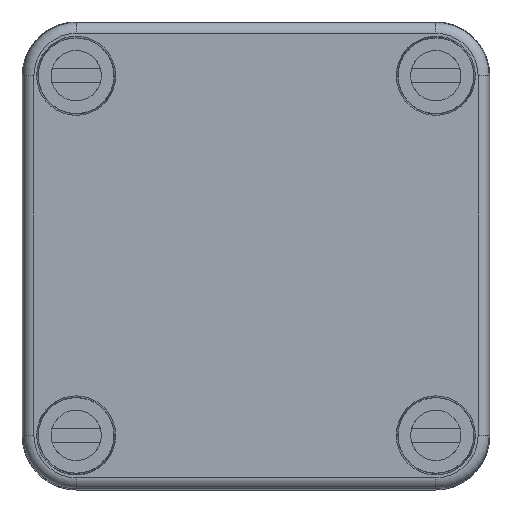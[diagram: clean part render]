
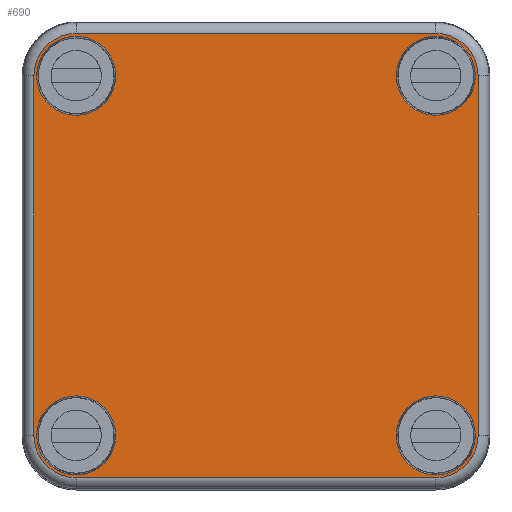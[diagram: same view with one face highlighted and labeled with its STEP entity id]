
A CAD part, top view. The second image highlights one B-rep face of the part: STEP entity #690.
In plain terms, the highlighted planar face has unit normal (0, 0, 1).
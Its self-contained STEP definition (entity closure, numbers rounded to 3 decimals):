
#690 = ADVANCED_FACE( '', ( #1754, #1755, #1756, #1757, #1758 ), #1759, .T. );
#1754 = FACE_BOUND( '', #3301, .T. );
#1755 = FACE_OUTER_BOUND( '', #3302, .T. );
#1756 = FACE_BOUND( '', #3303, .T. );
#1757 = FACE_BOUND( '', #3304, .T. );
#1758 = FACE_BOUND( '', #3305, .T. );
#1759 = PLANE( '', #3306 );
#3301 = EDGE_LOOP( '', ( #5139 ) );
#3302 = EDGE_LOOP( '', ( #5140, #5141, #5142, #5143, #5144, #5145, #5146, #5147 ) );
#3303 = EDGE_LOOP( '', ( #5148 ) );
#3304 = EDGE_LOOP( '', ( #5149 ) );
#3305 = EDGE_LOOP( '', ( #5150 ) );
#3306 = AXIS2_PLACEMENT_3D( '', #5151, #5152, #5153 );
#5139 = ORIENTED_EDGE( '', *, *, #9069, .F. );
#5140 = ORIENTED_EDGE( '', *, *, #9070, .F. );
#5141 = ORIENTED_EDGE( '', *, *, #9071, .T. );
#5142 = ORIENTED_EDGE( '', *, *, #9072, .F. );
#5143 = ORIENTED_EDGE( '', *, *, #9073, .T. );
#5144 = ORIENTED_EDGE( '', *, *, #9074, .T. );
#5145 = ORIENTED_EDGE( '', *, *, #9075, .F. );
#5146 = ORIENTED_EDGE( '', *, *, #9066, .T. );
#5147 = ORIENTED_EDGE( '', *, *, #9076, .F. );
#5148 = ORIENTED_EDGE( '', *, *, #9077, .F. );
#5149 = ORIENTED_EDGE( '', *, *, #9078, .F. );
#5150 = ORIENTED_EDGE( '', *, *, #9079, .F. );
#5151 = CARTESIAN_POINT( '', ( 0., 0., 15. ) );
#5152 = DIRECTION( '', ( 0., 0., 1. ) );
#5153 = DIRECTION( '', ( 1., 0., 0. ) );
#9066 = EDGE_CURVE( '', #10896, #10894, #10897, .T. );
#9069 = EDGE_CURVE( '', #10900, #10900, #10901, .T. );
#9070 = EDGE_CURVE( '', #10902, #10903, #10904, .T. );
#9071 = EDGE_CURVE( '', #10902, #10905, #10906, .T. );
#9072 = EDGE_CURVE( '', #10907, #10905, #10908, .T. );
#9073 = EDGE_CURVE( '', #10907, #10909, #10910, .T. );
#9074 = EDGE_CURVE( '', #10909, #10911, #10912, .T. );
#9075 = EDGE_CURVE( '', #10896, #10911, #10913, .T. );
#9076 = EDGE_CURVE( '', #10903, #10894, #10914, .T. );
#9077 = EDGE_CURVE( '', #10915, #10915, #10916, .T. );
#9078 = EDGE_CURVE( '', #10917, #10917, #10918, .T. );
#9079 = EDGE_CURVE( '', #10919, #10919, #10920, .T. );
#10894 = VERTEX_POINT( '', #13404 );
#10896 = VERTEX_POINT( '', #13406 );
#10897 = LINE( '', #13407, #13408 );
#10900 = VERTEX_POINT( '', #13411 );
#10901 = CIRCLE( '', #13412, 5.5 );
#10902 = VERTEX_POINT( '', #13413 );
#10903 = VERTEX_POINT( '', #13414 );
#10904 = LINE( '', #13415, #13416 );
#10905 = VERTEX_POINT( '', #13417 );
#10906 = CIRCLE( '', #13418, 5.882 );
#10907 = VERTEX_POINT( '', #13419 );
#10908 = LINE( '', #13420, #13421 );
#10909 = VERTEX_POINT( '', #13422 );
#10910 = CIRCLE( '', #13423, 5.882 );
#10911 = VERTEX_POINT( '', #13424 );
#10912 = LINE( '', #13425, #13426 );
#10913 = CIRCLE( '', #13427, 5.882 );
#10914 = CIRCLE( '', #13428, 5.882 );
#10915 = VERTEX_POINT( '', #13429 );
#10916 = CIRCLE( '', #13430, 5.5 );
#10917 = VERTEX_POINT( '', #13431 );
#10918 = CIRCLE( '', #13432, 5.5 );
#10919 = VERTEX_POINT( '', #13433 );
#10920 = CIRCLE( '', #13434, 5.5 );
#13404 = CARTESIAN_POINT( '', ( -30.882, -25., 15. ) );
#13406 = CARTESIAN_POINT( '', ( -30.882, 25., 15. ) );
#13407 = CARTESIAN_POINT( '', ( -30.882, 32.5, 15. ) );
#13408 = VECTOR( '', #16288, 1000. );
#13411 = CARTESIAN_POINT( '', ( 30.5, -25., 15. ) );
#13412 = AXIS2_PLACEMENT_3D( '', #16292, #16293, #16294 );
#13413 = CARTESIAN_POINT( '', ( 25., -30.882, 15. ) );
#13414 = CARTESIAN_POINT( '', ( -25., -30.882, 15. ) );
#13415 = CARTESIAN_POINT( '', ( 32.5, -30.882, 15. ) );
#13416 = VECTOR( '', #16295, 1000. );
#13417 = CARTESIAN_POINT( '', ( 30.882, -25., 15. ) );
#13418 = AXIS2_PLACEMENT_3D( '', #16296, #16297, #16298 );
#13419 = CARTESIAN_POINT( '', ( 30.882, 25., 15. ) );
#13420 = CARTESIAN_POINT( '', ( 30.882, 32.5, 15. ) );
#13421 = VECTOR( '', #16299, 1000. );
#13422 = CARTESIAN_POINT( '', ( 25., 30.882, 15. ) );
#13423 = AXIS2_PLACEMENT_3D( '', #16300, #16301, #16302 );
#13424 = CARTESIAN_POINT( '', ( -25., 30.882, 15. ) );
#13425 = CARTESIAN_POINT( '', ( 32.5, 30.882, 15. ) );
#13426 = VECTOR( '', #16303, 1000. );
#13427 = AXIS2_PLACEMENT_3D( '', #16304, #16305, #16306 );
#13428 = AXIS2_PLACEMENT_3D( '', #16307, #16308, #16309 );
#13429 = CARTESIAN_POINT( '', ( -19.5, -25., 15. ) );
#13430 = AXIS2_PLACEMENT_3D( '', #16310, #16311, #16312 );
#13431 = CARTESIAN_POINT( '', ( -19.5, 25., 15. ) );
#13432 = AXIS2_PLACEMENT_3D( '', #16313, #16314, #16315 );
#13433 = CARTESIAN_POINT( '', ( 30.5, 25., 15. ) );
#13434 = AXIS2_PLACEMENT_3D( '', #16316, #16317, #16318 );
#16288 = DIRECTION( '', ( 0., -1., 0. ) );
#16292 = CARTESIAN_POINT( '', ( 25., -25., 15. ) );
#16293 = DIRECTION( '', ( 0., 0., 1. ) );
#16294 = DIRECTION( '', ( 1., 0., 0. ) );
#16295 = DIRECTION( '', ( -1., 0., 0. ) );
#16296 = CARTESIAN_POINT( '', ( 25., -25., 15. ) );
#16297 = DIRECTION( '', ( 0., 0., 1. ) );
#16298 = DIRECTION( '', ( 1., 0., 0. ) );
#16299 = DIRECTION( '', ( 0., -1., 0. ) );
#16300 = CARTESIAN_POINT( '', ( 25., 25., 15. ) );
#16301 = DIRECTION( '', ( 0., 0., 1. ) );
#16302 = DIRECTION( '', ( 1., 0., 0. ) );
#16303 = DIRECTION( '', ( -1., 0., 0. ) );
#16304 = CARTESIAN_POINT( '', ( -25., 25., 15. ) );
#16305 = DIRECTION( '', ( 0., 0., -1. ) );
#16306 = DIRECTION( '', ( -1., 0., 0. ) );
#16307 = CARTESIAN_POINT( '', ( -25., -25., 15. ) );
#16308 = DIRECTION( '', ( 0., 0., -1. ) );
#16309 = DIRECTION( '', ( -1., 0., 0. ) );
#16310 = CARTESIAN_POINT( '', ( -25., -25., 15. ) );
#16311 = DIRECTION( '', ( 0., 0., 1. ) );
#16312 = DIRECTION( '', ( 1., 0., 0. ) );
#16313 = CARTESIAN_POINT( '', ( -25., 25., 15. ) );
#16314 = DIRECTION( '', ( 0., 0., 1. ) );
#16315 = DIRECTION( '', ( 1., 0., 0. ) );
#16316 = CARTESIAN_POINT( '', ( 25., 25., 15. ) );
#16317 = DIRECTION( '', ( 0., 0., 1. ) );
#16318 = DIRECTION( '', ( 1., 0., 0. ) );
